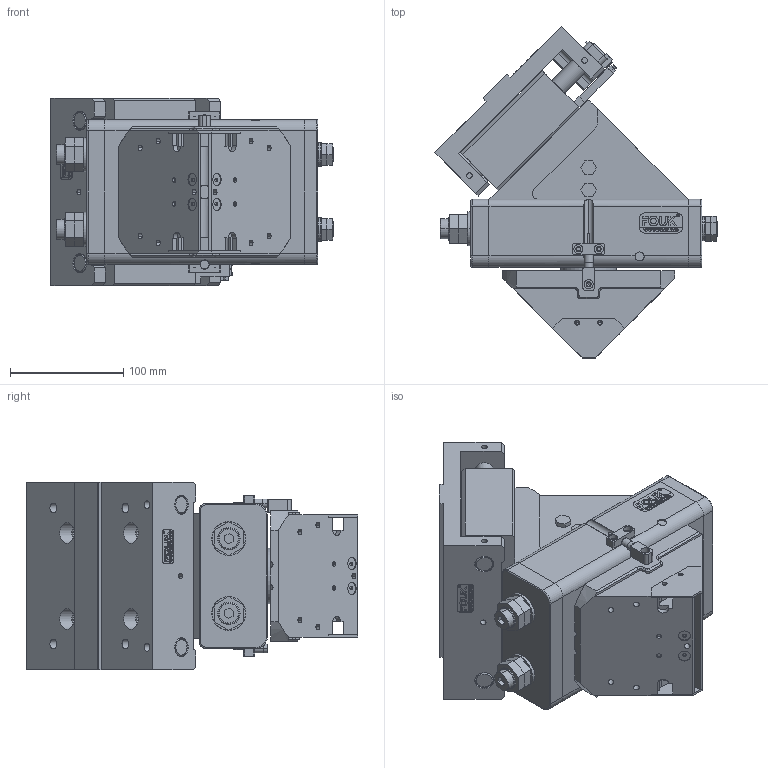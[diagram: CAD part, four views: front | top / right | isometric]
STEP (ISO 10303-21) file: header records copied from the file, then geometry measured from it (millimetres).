
FILE_DESCRIPTION (( 'STEP AP203' ), '1' );
FILE_NAME ('TG40-ZG40.STEP', '2024-12-16T02:57:56', ( 'USER-' ), ( 'Microsoft' ), 'SwSTEP 2.0', 'SolidWorks 2018', '' );
FILE_SCHEMA (( 'CONFIG_CONTROL_DESIGN' ));
Length unit declared in the file: millimetre
Products named in the file (44): HT-ZG40杅耀.sldasm-Part-4; TG40.sldasm-Part-36; HT-ZG40杅耀.sldasm-Part-2; TG40.sldasm-Part-9; 揤輸蚾饜极; TG40.sldasm-Part-26; TG40.sldasm-Part-21; TG40.sldasm-Part-27; M14-1.5-70蹟翐; TG40.sldasm-Part-29; TG40.sldasm-Part-35; HT-ZG40杅耀.sldasm-Part-1; TG40-ZG40; TG40; TG40.sldasm-Part-34; TG40.sldasm-Part-22; 38x18-R5; TG40-M-12 茞癹弇傷裔; HT-ZG40杅耀.sldasm-Part-8; TG40.sldasm-Part-25; TG40.sldasm-Part-28; TG40.sldasm-Part-19; 埴翐芛_GB_FASTENER_SCREWS_HSHCS M2X8-N; TG40.sldasm-Part-8; TG40.sldasm-Part-40; HT-ZG40杅耀.sldasm-Part-14; HT-ZG40杅耀.sldasm-Part-10; TG40-M-05遣喳傷裔; TG40.sldasm-Part-12; TG40-M-02眻褒輸; TG40.sldasm-Part-6; HT-ZG40杅耀.sldasm-Part-13; TG40.sldasm-Part-41; M14杶蚾; TG40.sldasm-Part-14; 揤輸杅耀.sldasm-Part-9; TG40.sldasm-Part-7; TG40.sldasm-Part-11; 30x14-R3; HT-ZG40杅耀 ...
Assembly tree (46 placements, depth 4):
  TG40-ZG40
    TG40
      TG40.sldasm-Part-6
      TG40.sldasm-Part-7
      TG40.sldasm-Part-8
      TG40.sldasm-Part-9
      TG40.sldasm-Part-11
      TG40.sldasm-Part-12
      TG40.sldasm-Part-13
      TG40.sldasm-Part-14
      TG40.sldasm-Part-19
      TG40.sldasm-Part-20
      TG40.sldasm-Part-21
      TG40.sldasm-Part-22
      TG40.sldasm-Part-25
      TG40.sldasm-Part-26
      TG40.sldasm-Part-27
      TG40.sldasm-Part-28
      TG40.sldasm-Part-29
      TG40.sldasm-Part-34
      TG40.sldasm-Part-35
      TG40.sldasm-Part-36
      TG40.sldasm-Part-37
      TG40.sldasm-Part-40
      TG40.sldasm-Part-41
      TG40-M-12 茞癹弇傷裔
      M14杶蚾  x2
      M14-1.5-70蹟翐  x2
      TG40-M-02眻褒輸
      TG40-M-05遣喳傷裔
      38x18-R5
    HT-ZG40杅耀
      HT-ZG40杅耀.sldasm-Part-1
      HT-ZG40杅耀.sldasm-Part-2
      HT-ZG40杅耀.sldasm-Part-4
      HT-ZG40杅耀.sldasm-Part-6
      HT-ZG40杅耀.sldasm-Part-8
      HT-ZG40杅耀.sldasm-Part-10
      HT-ZG40杅耀.sldasm-Part-13
      HT-ZG40杅耀.sldasm-Part-14
      30x14-R3
      揤輸蚾饜极
        揤輸杅耀.sldasm-Part-9
        埴翐芛_GB_FASTENER_SCREWS_HSHCS M2X8-N  x2
Bounding box: 249.26 x 293.05 x 166 mm (x, y, z)
Volume: 4329129.2 mm3; surface area: 517951.5 mm2
Topology: 47 solids, 57 shells, 2204 faces, 5658 edges, 3667 vertices
Faces by surface type: plane 1058, cylinder 588, bspline 310, cone 205, torus 43
Entity records: 80777 total; most frequent: CARTESIAN_POINT 25186, ORIENTED_EDGE 10896, DIRECTION 9798, EDGE_CURVE 5448, VERTEX_POINT 3562, VECTOR 3326, LINE 3326, AXIS2_PLACEMENT_3D 3236
